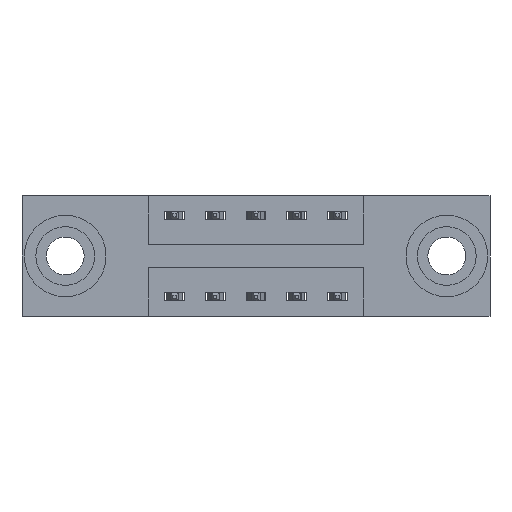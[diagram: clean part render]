
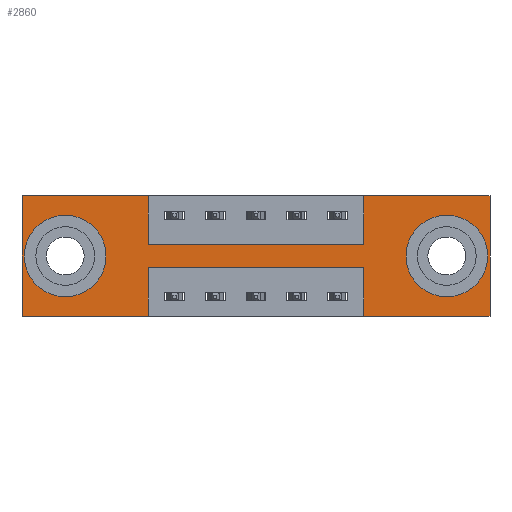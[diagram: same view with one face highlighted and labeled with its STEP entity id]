
A CAD part, front view. The second image highlights one B-rep face of the part: STEP entity #2860.
In plain terms, the highlighted planar face has unit normal (0, -1, 0).
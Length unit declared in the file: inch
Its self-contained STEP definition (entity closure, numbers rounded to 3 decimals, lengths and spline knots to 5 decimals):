
#27 = EDGE_LOOP ( 'NONE', ( #8785, #849 ) ) ;
#30 = CIRCLE ( 'NONE', #3445, 0.078 ) ;
#239 = LINE ( 'NONE', #2128, #8853 ) ;
#340 = CARTESIAN_POINT ( 'NONE',  ( 0.3875, 0., -0.15 ) ) ;
#365 = AXIS2_PLACEMENT_3D ( 'NONE', #5535, #5056, #499 ) ;
#404 = EDGE_LOOP ( 'NONE', ( #3866, #2998, #6990, #7238, #5060, #2318, #4109, #2297, #7858, #8695, #3879, #991 ) ) ;
#427 = DIRECTION ( 'NONE',  ( -1., 0., 0. ) ) ;
#469 = ORIENTED_EDGE ( 'NONE', *, *, #3812, .T. ) ;
#499 = DIRECTION ( 'NONE',  ( 0., 0., -1. ) ) ;
#757 = VERTEX_POINT ( 'NONE', #8263 ) ;
#849 = ORIENTED_EDGE ( 'NONE', *, *, #6119, .T. ) ;
#860 = VECTOR ( 'NONE', #6162, 39.37008 ) ;
#913 = EDGE_LOOP ( 'NONE', ( #2734, #469 ) ) ;
#968 = CARTESIAN_POINT ( 'NONE',  ( 1.3025, 0., -0.185 ) ) ;
#990 = LINE ( 'NONE', #1971, #1549 ) ;
#991 = ORIENTED_EDGE ( 'NONE', *, *, #7185, .F. ) ;
#1007 = EDGE_CURVE ( 'NONE', #6295, #757, #3686, .T. ) ;
#1097 = EDGE_CURVE ( 'NONE', #7080, #1603, #2694, .T. ) ;
#1394 = VERTEX_POINT ( 'NONE', #4487 ) ;
#1414 = CARTESIAN_POINT ( 'NONE',  ( 0., 0., 0. ) ) ;
#1431 = LINE ( 'NONE', #340, #860 ) ;
#1549 = VECTOR ( 'NONE', #8526, 39.37008 ) ;
#1603 = VERTEX_POINT ( 'NONE', #1414 ) ;
#1643 = CARTESIAN_POINT ( 'NONE',  ( 0.3875, 0., -0.15 ) ) ;
#1773 = AXIS2_PLACEMENT_3D ( 'NONE', #968, #8799, #6639 ) ;
#1799 = DIRECTION ( 'NONE',  ( 0., 0., -1. ) ) ;
#1813 = DIRECTION ( 'NONE',  ( 1., 0., 0. ) ) ;
#1843 = EDGE_CURVE ( 'NONE', #2046, #8157, #2727, .T. ) ;
#1889 = DIRECTION ( 'NONE',  ( 0., -1., 0. ) ) ;
#1971 = CARTESIAN_POINT ( 'NONE',  ( 0.3875, 0., -0.37 ) ) ;
#2046 = VERTEX_POINT ( 'NONE', #3744 ) ;
#2047 = CARTESIAN_POINT ( 'NONE',  ( 0., 0., 0. ) ) ;
#2128 = CARTESIAN_POINT ( 'NONE',  ( 1.0475, 0., 0. ) ) ;
#2297 = ORIENTED_EDGE ( 'NONE', *, *, #6814, .F. ) ;
#2318 = ORIENTED_EDGE ( 'NONE', *, *, #8821, .F. ) ;
#2358 = DIRECTION ( 'NONE',  ( 0., 0., -1. ) ) ;
#2367 = VECTOR ( 'NONE', #1813, 39.37008 ) ;
#2419 = CARTESIAN_POINT ( 'NONE',  ( 0., 0., -0.37 ) ) ;
#2428 = DIRECTION ( 'NONE',  ( -1., 0., 0. ) ) ;
#2445 = CARTESIAN_POINT ( 'NONE',  ( 0.1325, 0., -0.107 ) ) ;
#2485 = AXIS2_PLACEMENT_3D ( 'NONE', #2419, #1889, #1799 ) ;
#2488 = LINE ( 'NONE', #2047, #2367 ) ;
#2694 = LINE ( 'NONE', #8734, #8135 ) ;
#2727 = LINE ( 'NONE', #3053, #7770 ) ;
#2734 = ORIENTED_EDGE ( 'NONE', *, *, #2837, .T. ) ;
#2837 = EDGE_CURVE ( 'NONE', #8759, #1394, #5959, .T. ) ;
#2860 = ADVANCED_FACE ( 'NONE', ( #3415, #6141, #2901 ), #4230, .T. ) ;
#2901 = FACE_OUTER_BOUND ( 'NONE', #404, .T. ) ;
#2912 = AXIS2_PLACEMENT_3D ( 'NONE', #3378, #6280, #5080 ) ;
#2998 = ORIENTED_EDGE ( 'NONE', *, *, #6563, .F. ) ;
#3053 = CARTESIAN_POINT ( 'NONE',  ( 0., 0., -0.37 ) ) ;
#3166 = CARTESIAN_POINT ( 'NONE',  ( 0., 0., -0.37 ) ) ;
#3218 = VECTOR ( 'NONE', #4244, 39.37008 ) ;
#3362 = EDGE_CURVE ( 'NONE', #1603, #4347, #7699, .T. ) ;
#3378 = CARTESIAN_POINT ( 'NONE',  ( 0.1325, 0., -0.185 ) ) ;
#3400 = VERTEX_POINT ( 'NONE', #8200 ) ;
#3415 = FACE_BOUND ( 'NONE', #27, .T. ) ;
#3435 = CARTESIAN_POINT ( 'NONE',  ( 1.435, 0., 0. ) ) ;
#3445 = AXIS2_PLACEMENT_3D ( 'NONE', #7010, #6450, #7579 ) ;
#3574 = EDGE_CURVE ( 'NONE', #6322, #6695, #239, .T. ) ;
#3686 = CIRCLE ( 'NONE', #365, 0.078 ) ;
#3744 = CARTESIAN_POINT ( 'NONE',  ( 1.435, 0., -0.37 ) ) ;
#3767 = CARTESIAN_POINT ( 'NONE',  ( 0.3875, 0., -0.37 ) ) ;
#3812 = EDGE_CURVE ( 'NONE', #1394, #8759, #30, .T. ) ;
#3866 = ORIENTED_EDGE ( 'NONE', *, *, #5372, .F. ) ;
#3879 = ORIENTED_EDGE ( 'NONE', *, *, #1097, .F. ) ;
#3913 = EDGE_CURVE ( 'NONE', #3400, #2046, #8443, .T. ) ;
#4109 = ORIENTED_EDGE ( 'NONE', *, *, #3574, .F. ) ;
#4147 = DIRECTION ( 'NONE',  ( 0., 0., 1. ) ) ;
#4230 = PLANE ( 'NONE',  #2485 ) ;
#4244 = DIRECTION ( 'NONE',  ( 0., 0., -1. ) ) ;
#4329 = EDGE_CURVE ( 'NONE', #4347, #4921, #4768, .T. ) ;
#4347 = VERTEX_POINT ( 'NONE', #6619 ) ;
#4449 = CARTESIAN_POINT ( 'NONE',  ( 0., 0., -0.37 ) ) ;
#4461 = VERTEX_POINT ( 'NONE', #3767 ) ;
#4487 = CARTESIAN_POINT ( 'NONE',  ( 0.1325, 0., -0.263 ) ) ;
#4653 = CARTESIAN_POINT ( 'NONE',  ( 1.3025, 0., -0.107 ) ) ;
#4768 = LINE ( 'NONE', #6739, #3218 ) ;
#4857 = EDGE_CURVE ( 'NONE', #8157, #8096, #5825, .T. ) ;
#4921 = VERTEX_POINT ( 'NONE', #1643 ) ;
#5056 = DIRECTION ( 'NONE',  ( 0., 1., 0. ) ) ;
#5060 = ORIENTED_EDGE ( 'NONE', *, *, #3913, .F. ) ;
#5080 = DIRECTION ( 'NONE',  ( 0., 0., 1. ) ) ;
#5127 = VECTOR ( 'NONE', #5800, 39.37008 ) ;
#5315 = LINE ( 'NONE', #4449, #8462 ) ;
#5372 = EDGE_CURVE ( 'NONE', #8241, #4461, #990, .T. ) ;
#5446 = CARTESIAN_POINT ( 'NONE',  ( 1.0475, 0., 0. ) ) ;
#5535 = CARTESIAN_POINT ( 'NONE',  ( 1.3025, 0., -0.185 ) ) ;
#5800 = DIRECTION ( 'NONE',  ( -1., 0., 0. ) ) ;
#5825 = LINE ( 'NONE', #6297, #7463 ) ;
#5852 = CARTESIAN_POINT ( 'NONE',  ( 0.3875, 0., -0.22 ) ) ;
#5959 = CIRCLE ( 'NONE', #2912, 0.078 ) ;
#6008 = CIRCLE ( 'NONE', #1773, 0.078 ) ;
#6119 = EDGE_CURVE ( 'NONE', #757, #6295, #6008, .T. ) ;
#6132 = DIRECTION ( 'NONE',  ( 0., 0., 1. ) ) ;
#6141 = FACE_BOUND ( 'NONE', #913, .T. ) ;
#6162 = DIRECTION ( 'NONE',  ( 1., 0., 0. ) ) ;
#6280 = DIRECTION ( 'NONE',  ( 0., 1., 0. ) ) ;
#6295 = VERTEX_POINT ( 'NONE', #4653 ) ;
#6297 = CARTESIAN_POINT ( 'NONE',  ( 1.0475, 0., -0.37 ) ) ;
#6322 = VERTEX_POINT ( 'NONE', #7656 ) ;
#6450 = DIRECTION ( 'NONE',  ( 0., 1., 0. ) ) ;
#6563 = EDGE_CURVE ( 'NONE', #8096, #8241, #8625, .T. ) ;
#6575 = CARTESIAN_POINT ( 'NONE',  ( 0.3875, 0., -0.22 ) ) ;
#6619 = CARTESIAN_POINT ( 'NONE',  ( 0.3875, 0., 0. ) ) ;
#6639 = DIRECTION ( 'NONE',  ( 0., 0., -1. ) ) ;
#6695 = VERTEX_POINT ( 'NONE', #5446 ) ;
#6739 = CARTESIAN_POINT ( 'NONE',  ( 0.3875, 0., 0. ) ) ;
#6814 = EDGE_CURVE ( 'NONE', #4921, #6322, #1431, .T. ) ;
#6990 = ORIENTED_EDGE ( 'NONE', *, *, #4857, .F. ) ;
#7010 = CARTESIAN_POINT ( 'NONE',  ( 0.1325, 0., -0.185 ) ) ;
#7080 = VERTEX_POINT ( 'NONE', #3166 ) ;
#7185 = EDGE_CURVE ( 'NONE', #4461, #7080, #5315, .T. ) ;
#7235 = CARTESIAN_POINT ( 'NONE',  ( 1.0475, 0., -0.37 ) ) ;
#7238 = ORIENTED_EDGE ( 'NONE', *, *, #1843, .F. ) ;
#7463 = VECTOR ( 'NONE', #4147, 39.37008 ) ;
#7567 = CARTESIAN_POINT ( 'NONE',  ( 1.0475, 0., -0.22 ) ) ;
#7579 = DIRECTION ( 'NONE',  ( 0., 0., 1. ) ) ;
#7656 = CARTESIAN_POINT ( 'NONE',  ( 1.0475, 0., -0.15 ) ) ;
#7699 = LINE ( 'NONE', #8816, #8917 ) ;
#7765 = DIRECTION ( 'NONE',  ( 0., 0., 1. ) ) ;
#7770 = VECTOR ( 'NONE', #2428, 39.37008 ) ;
#7858 = ORIENTED_EDGE ( 'NONE', *, *, #4329, .F. ) ;
#8096 = VERTEX_POINT ( 'NONE', #7567 ) ;
#8135 = VECTOR ( 'NONE', #6132, 39.37008 ) ;
#8157 = VERTEX_POINT ( 'NONE', #7235 ) ;
#8200 = CARTESIAN_POINT ( 'NONE',  ( 1.435, 0., 0. ) ) ;
#8241 = VERTEX_POINT ( 'NONE', #6575 ) ;
#8263 = CARTESIAN_POINT ( 'NONE',  ( 1.3025, 0., -0.263 ) ) ;
#8335 = VECTOR ( 'NONE', #2358, 39.37008 ) ;
#8443 = LINE ( 'NONE', #3435, #8335 ) ;
#8462 = VECTOR ( 'NONE', #427, 39.37008 ) ;
#8526 = DIRECTION ( 'NONE',  ( 0., 0., -1. ) ) ;
#8625 = LINE ( 'NONE', #5852, #5127 ) ;
#8695 = ORIENTED_EDGE ( 'NONE', *, *, #3362, .F. ) ;
#8734 = CARTESIAN_POINT ( 'NONE',  ( 0., 0., 0. ) ) ;
#8759 = VERTEX_POINT ( 'NONE', #2445 ) ;
#8785 = ORIENTED_EDGE ( 'NONE', *, *, #1007, .T. ) ;
#8799 = DIRECTION ( 'NONE',  ( 0., 1., 0. ) ) ;
#8816 = CARTESIAN_POINT ( 'NONE',  ( 0., 0., 0. ) ) ;
#8818 = DIRECTION ( 'NONE',  ( 1., 0., 0. ) ) ;
#8821 = EDGE_CURVE ( 'NONE', #6695, #3400, #2488, .T. ) ;
#8853 = VECTOR ( 'NONE', #7765, 39.37008 ) ;
#8917 = VECTOR ( 'NONE', #8818, 39.37008 ) ;
